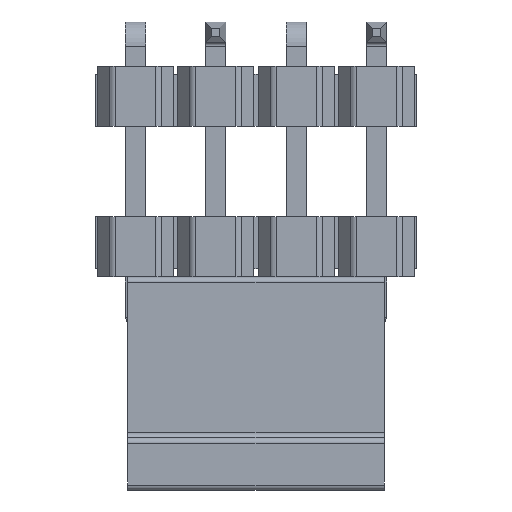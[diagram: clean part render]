
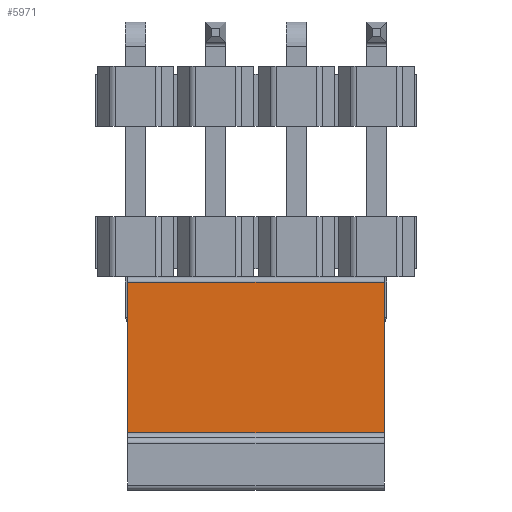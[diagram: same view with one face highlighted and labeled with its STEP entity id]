
A CAD part, front view. The second image highlights one B-rep face of the part: STEP entity #5971.
In plain terms, the highlighted planar face has unit normal (0, -1, 0).
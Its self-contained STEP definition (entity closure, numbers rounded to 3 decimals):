
#521=FACE_OUTER_BOUND('',#853,.T.);
#853=EDGE_LOOP('',(#5261,#5262,#5263,#5264));
#1556=LINE('',#9691,#2274);
#1557=LINE('',#9695,#2275);
#1558=LINE('',#9697,#2276);
#1559=LINE('',#9698,#2277);
#2274=VECTOR('',#7969,1.);
#2275=VECTOR('',#7974,1.);
#2276=VECTOR('',#7975,1.);
#2277=VECTOR('',#7976,1.);
#2817=VERTEX_POINT('',#9688);
#2818=VERTEX_POINT('',#9690);
#2819=VERTEX_POINT('',#9694);
#2820=VERTEX_POINT('',#9696);
#3651=EDGE_CURVE('',#2818,#2817,#1556,.T.);
#3653=EDGE_CURVE('',#2819,#2817,#1557,.T.);
#3654=EDGE_CURVE('',#2820,#2819,#1558,.T.);
#3655=EDGE_CURVE('',#2820,#2818,#1559,.T.);
#5261=ORIENTED_EDGE('',*,*,#3653,.F.);
#5262=ORIENTED_EDGE('',*,*,#3654,.F.);
#5263=ORIENTED_EDGE('',*,*,#3655,.T.);
#5264=ORIENTED_EDGE('',*,*,#3651,.T.);
#5669=PLANE('',#6426);
#5971=ADVANCED_FACE('',(#521),#5669,.T.);
#6426=AXIS2_PLACEMENT_3D('',#9693,#7972,#7973);
#7969=DIRECTION('',(-1.,0.,0.));
#7972=DIRECTION('center_axis',(0.,-1.,0.));
#7973=DIRECTION('ref_axis',(1.,0.,0.));
#7974=DIRECTION('',(0.,0.,1.));
#7975=DIRECTION('',(-1.,0.,0.));
#7976=DIRECTION('',(0.,0.,1.));
#9688=CARTESIAN_POINT('',(23.188,8.634,5.815));
#9690=CARTESIAN_POINT('',(29.588,8.634,5.815));
#9691=CARTESIAN_POINT('',(29.588,8.634,5.815));
#9693=CARTESIAN_POINT('Origin',(29.588,8.634,2.07));
#9694=CARTESIAN_POINT('',(23.188,8.634,2.07));
#9695=CARTESIAN_POINT('',(23.188,8.634,2.07));
#9696=CARTESIAN_POINT('',(29.588,8.634,2.07));
#9697=CARTESIAN_POINT('',(29.588,8.634,2.07));
#9698=CARTESIAN_POINT('',(29.588,8.634,2.07));
